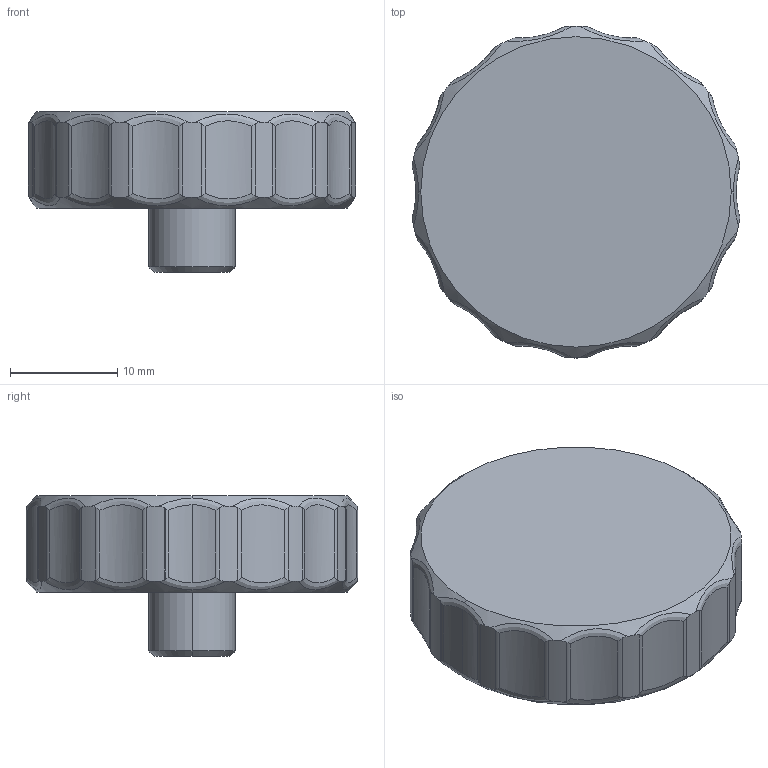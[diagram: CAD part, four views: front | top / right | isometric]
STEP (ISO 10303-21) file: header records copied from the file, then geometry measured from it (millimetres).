
FILE_DESCRIPTION (( 'STEP AP214' ), '1' );
FILE_NAME ('Rotary Encoder.STEP', '2024-12-24T19:17:42', ( '' ), ( '' ), 'SwSTEP 2.0', 'SolidWorks 2024', '' );
FILE_SCHEMA (( 'AUTOMOTIVE_DESIGN' ));
Length unit declared in the file: millimetre
Products named in the file (1): Rotary Encoder
Bounding box: 30.59 x 31 x 15 mm (x, y, z)
Volume: 3191.2 mm3; surface area: 3194.6 mm2
Topology: 1 solids, 1 shells, 109 faces, 305 edges, 202 vertices
Faces by surface type: cylinder 67, bspline 28, cone 8, plane 6
Entity records: 5358 total; most frequent: CARTESIAN_POINT 2941, ORIENTED_EDGE 610, DIRECTION 343, EDGE_CURVE 305, VERTEX_POINT 202, B_SPLINE_CURVE_WITH_KNOTS 178, AXIS2_PLACEMENT_3D 134, EDGE_LOOP 113
